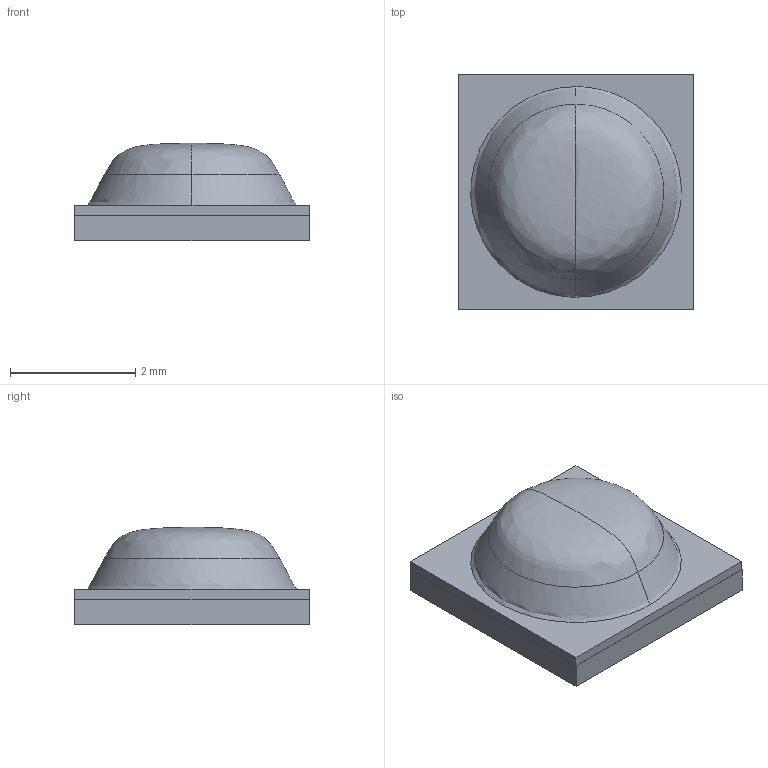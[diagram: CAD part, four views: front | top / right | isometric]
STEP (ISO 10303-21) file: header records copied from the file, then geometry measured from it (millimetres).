
FILE_DESCRIPTION (( 'STEP AP203' ), '1' );
FILE_NAME ('SFH_4716A_20220727_geometry.STEP', '2022-07-27T08:32:31', ( '' ), ( '' ), 'SwSTEP 2.0', 'SolidWorks 2017', '' );
FILE_SCHEMA (( 'CONFIG_CONTROL_DESIGN' ));
Length unit declared in the file: millimetre
Products named in the file (1): SFH_4716A_20220727_geometry
Bounding box: 3.75 x 3.75 x 1.55 mm (x, y, z)
Volume: 13.8 mm3; surface area: 43.1 mm2
Topology: 1 solids, 1 shells, 19 faces, 64 edges, 51 vertices
Faces by surface type: plane 15, bspline 4
Entity records: 857 total; most frequent: CARTESIAN_POINT 305, ORIENTED_EDGE 124, EDGE_CURVE 62, DIRECTION 56, VERTEX_POINT 51, B_SPLINE_CURVE_WITH_KNOTS 30, EDGE_LOOP 25, VECTOR 24
